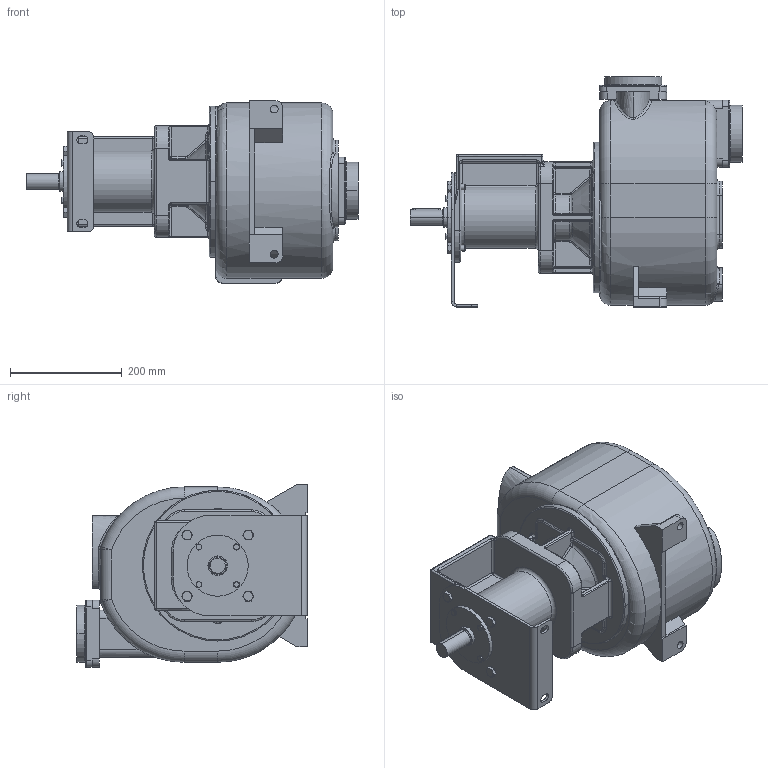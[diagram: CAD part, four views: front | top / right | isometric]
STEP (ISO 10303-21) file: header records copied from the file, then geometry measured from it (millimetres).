
FILE_DESCRIPTION((''),'2;1');
FILE_NAME('S_85_B','2012-02-28T',('Amenduni'),(''),'PRO/ENGINEER BY PARAMETRIC TECHNOLOGY CORPORATION, 2011370','PRO/ENGINEER BY PARAMETRIC TECHNOLOGY CORPORATION, 2011370','');
FILE_SCHEMA(('CONFIG_CONTROL_DESIGN'));
Length unit declared in the file: millimetre
Products named in the file (1): S_85_B
Bounding box: 594.5 x 412 x 327 mm (x, y, z)
Volume: 26480546.5 mm3; surface area: 881022.9 mm2
Topology: 1 solids, 1 shells, 719 faces, 1693 edges, 996 vertices
Faces by surface type: cylinder 207, plane 195, bspline 142, torus 83, cone 68, sphere 20, extrusion 4
Entity records: 35136 total; most frequent: CARTESIAN_POINT 19519, ORIENTED_EDGE 3362, DIRECTION 3156, EDGE_CURVE 1681, AXIS2_PLACEMENT_3D 1279, VERTEX_POINT 996, EDGE_LOOP 759, FACE_OUTER_BOUND 719
